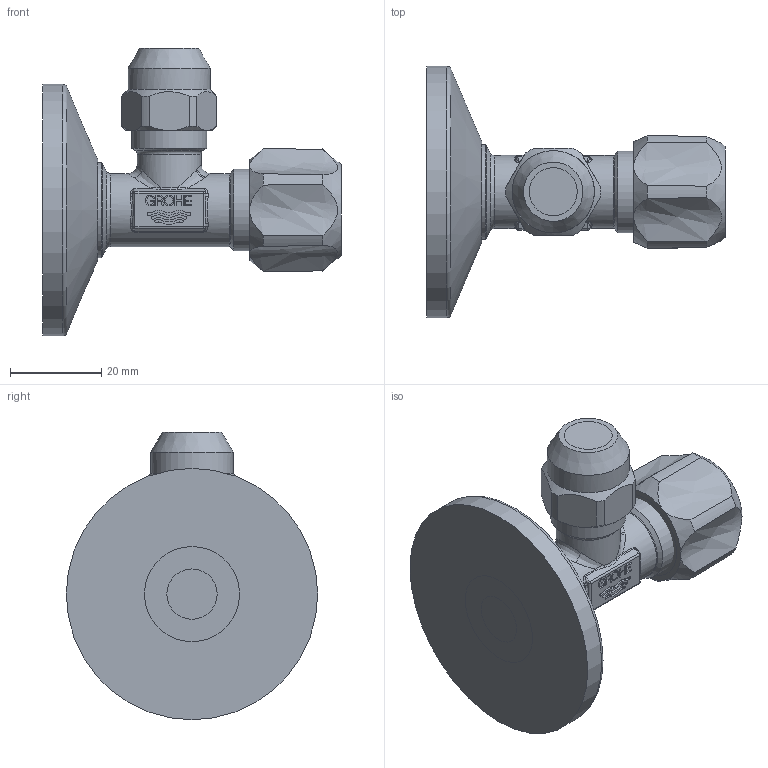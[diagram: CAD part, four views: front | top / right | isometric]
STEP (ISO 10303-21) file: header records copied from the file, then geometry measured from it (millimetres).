
FILE_DESCRIPTION(/* description */ ('Unknown'),/* implementation_level */ '2;1');
FILE_NAME(/* name */ '22052000',/* time_stamp */ '2023-07-27T08:47:31+02:00',/* author */ ('Unknown'),/* organization */ ('GROHE AG'),/* preprocessor_version */ 'ST-DEVELOPER v16.7',/* originating_system */ 'DEX',/* authorisation */ $);
FILE_SCHEMA (('AUTOMOTIVE_DESIGN {1 0 10303 214 3 1 1}'));
Length unit declared in the file: millimetre
Products named in the file (6): 22052000; id11; SL001.3-8 tef RPR 0215; SL031.255; SL094.01 RPR0215; SL136.024
Assembly tree (5 placements, depth 2):
  22052000
    id11
    SL001.3-8 tef RPR 0215
    SL031.255
    SL094.01 RPR0215
    SL136.024
Bounding box: 65.24 x 55 x 62.91 mm (x, y, z)
Surface area: 14122.5 mm2 (no closed solid volume)
Topology: 0 solids, 8 shells, 354 faces, 984 edges, 629 vertices
Faces by surface type: plane 208, cylinder 66, bspline 36, cone 25, torus 11, sphere 8
Full cylindrical faces by diameter (mm): 14 x1, 16 x1, 16.45 x1, 17.8 x1, 18 x1, 20.8 x1, 54.2 x1, 55 x1
Entity records: 15579 total; most frequent: CARTESIAN_POINT 4506, ORIENTED_EDGE 1826, DIRECTION 1576, EDGE_CURVE 943, VERTEX_POINT 619, LINE 604, VECTOR 604, AXIS2_PLACEMENT_3D 486
